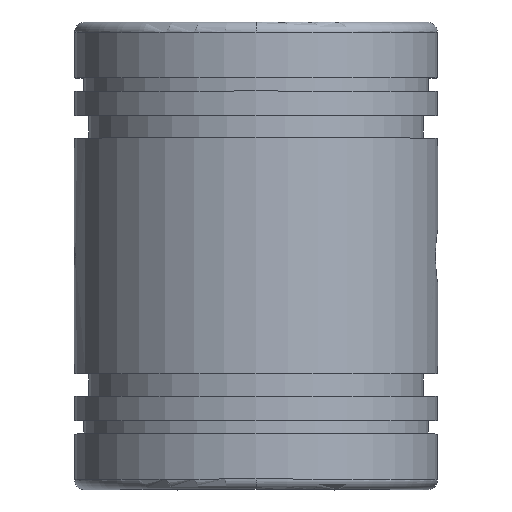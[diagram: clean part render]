
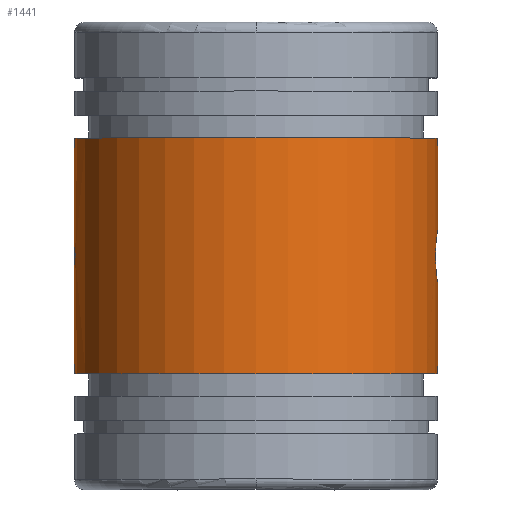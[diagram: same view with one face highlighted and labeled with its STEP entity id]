
A CAD part, top view. The second image highlights one B-rep face of the part: STEP entity #1441.
In plain terms, the highlighted cylindrical face has radius 30.965 mm (diameter 61.93 mm), a partial arc.
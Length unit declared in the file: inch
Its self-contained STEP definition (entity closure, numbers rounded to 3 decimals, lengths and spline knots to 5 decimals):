
#1252=CARTESIAN_POINT('',(-1.2191,-1.22759,0.));
#1253=VERTEX_POINT('',#1252);
#1254=CARTESIAN_POINT('',(-1.2191,-0.4472,0.));
#1255=VERTEX_POINT('',#1254);
#1256=CARTESIAN_POINT('',(-1.2191,-1.22759,0.));
#1257=DIRECTION('',(0.0,1.0,0.));
#1258=VECTOR('',#1257,0.78039);
#1259=LINE('',#1256,#1258);
#1260=EDGE_CURVE('',#1253,#1255,#1259,.T.);
#1262=CARTESIAN_POINT('',(-1.2191,-0.42538,0.));
#1263=VERTEX_POINT('',#1262);
#1273=CARTESIAN_POINT('',(-1.2191,0.35501,0.));
#1274=VERTEX_POINT('',#1273);
#1275=CARTESIAN_POINT('',(-1.2191,-0.42538,0.));
#1276=DIRECTION('',(0.,1.0,0.));
#1277=VECTOR('',#1276,0.78039);
#1278=LINE('',#1275,#1277);
#1279=EDGE_CURVE('',#1263,#1274,#1278,.T.);
#1308=CARTESIAN_POINT('',(0.,-0.43629,0.0));
#1309=DIRECTION('',(0.0,-1.0,0.0));
#1310=DIRECTION('',(1.0,0.0,0.0));
#1311=AXIS2_PLACEMENT_3D('',#1308,#1309,#1310);
#1312=CYLINDRICAL_SURFACE('',#1311,1.2191);
#1313=CARTESIAN_POINT('',(1.2191,0.35501,0.));
#1314=VERTEX_POINT('',#1313);
#1315=CARTESIAN_POINT('',(1.2191,-0.26127,0.));
#1316=VERTEX_POINT('',#1315);
#1317=CARTESIAN_POINT('',(1.2191,0.35501,0.));
#1318=DIRECTION('',(0.0,-1.0,0.0));
#1319=VECTOR('',#1318,0.61628);
#1320=LINE('',#1317,#1319);
#1321=EDGE_CURVE('',#1314,#1316,#1320,.T.);
#1322=ORIENTED_EDGE('',*,*,#1321,.F.);
#1323=CARTESIAN_POINT('',(0.,0.35501,0.0));
#1324=DIRECTION('',(0.0,-1.0,0.0));
#1325=DIRECTION('',(1.0,0.0,0.0));
#1326=AXIS2_PLACEMENT_3D('',#1323,#1324,#1325);
#1327=CIRCLE('',#1326,1.2191);
#1328=EDGE_CURVE('',#1314,#1274,#1327,.T.);
#1329=ORIENTED_EDGE('',*,*,#1328,.T.);
#1330=ORIENTED_EDGE('',*,*,#1279,.F.);
#1331=CARTESIAN_POINT('',(-1.21767,-0.37629,0.059));
#1332=VERTEX_POINT('',#1331);
#1333=CARTESIAN_POINT('',(-1.2191,-0.42538,0.));
#1334=CARTESIAN_POINT('',(-1.2191,-0.42129,0.00076));
#1335=CARTESIAN_POINT('',(-1.2191,-0.41722,0.00195));
#1336=CARTESIAN_POINT('',(-1.21909,-0.40594,0.00663));
#1337=CARTESIAN_POINT('',(-1.21906,-0.39919,0.01125));
#1338=CARTESIAN_POINT('',(-1.21891,-0.38853,0.0219));
#1339=CARTESIAN_POINT('',(-1.21879,-0.38391,0.02865));
#1340=CARTESIAN_POINT('',(-1.21835,-0.37779,0.04344));
#1341=CARTESIAN_POINT('',(-1.21804,-0.37629,0.05147));
#1342=CARTESIAN_POINT('',(-1.21767,-0.37629,0.059));
#1343=B_SPLINE_CURVE_WITH_KNOTS('',3,(#1333,#1334,#1335,#1336,#1337,#1338,#1339,#1340,#1341,#1342),.UNSPECIFIED.,.F.,.U.,(4,2,2,2,4),(0.48676,0.51701,0.57442,0.63186,0.68929),.UNSPECIFIED.);
#1344=EDGE_CURVE('',#1263,#1332,#1343,.T.);
#1345=ORIENTED_EDGE('',*,*,#1344,.T.);
#1346=CARTESIAN_POINT('',(-1.21328,-0.43629,0.119));
#1347=VERTEX_POINT('',#1346);
#1348=CARTESIAN_POINT('',(-1.21767,-0.37629,0.059));
#1349=CARTESIAN_POINT('',(-1.21731,-0.37629,0.06654));
#1350=CARTESIAN_POINT('',(-1.21684,-0.3778,0.07458));
#1351=CARTESIAN_POINT('',(-1.21584,-0.38393,0.08937));
#1352=CARTESIAN_POINT('',(-1.21532,-0.38855,0.09612));
#1353=CARTESIAN_POINT('',(-1.21443,-0.3992,0.10676));
#1354=CARTESIAN_POINT('',(-1.21401,-0.40594,0.11137));
#1355=CARTESIAN_POINT('',(-1.21343,-0.42072,0.11749));
#1356=CARTESIAN_POINT('',(-1.21328,-0.42875,0.119));
#1357=CARTESIAN_POINT('',(-1.21328,-0.43629,0.119));
#1358=B_SPLINE_CURVE_WITH_KNOTS('',3,(#1348,#1349,#1350,#1351,#1352,#1353,#1354,#1355,#1356,#1357),.UNSPECIFIED.,.F.,.U.,(4,2,2,2,4),(0.68929,0.74683,0.80437,0.86179,0.91921),.UNSPECIFIED.);
#1359=EDGE_CURVE('',#1332,#1347,#1358,.T.);
#1360=ORIENTED_EDGE('',*,*,#1359,.T.);
#1361=CARTESIAN_POINT('',(-1.21767,-0.49629,0.059));
#1362=VERTEX_POINT('',#1361);
#1363=CARTESIAN_POINT('',(-1.21328,-0.43629,0.119));
#1364=CARTESIAN_POINT('',(-1.21328,-0.44382,0.119));
#1365=CARTESIAN_POINT('',(-1.21343,-0.45186,0.11749));
#1366=CARTESIAN_POINT('',(-1.21401,-0.46663,0.11137));
#1367=CARTESIAN_POINT('',(-1.21443,-0.47337,0.10676));
#1368=CARTESIAN_POINT('',(-1.21532,-0.48403,0.09612));
#1369=CARTESIAN_POINT('',(-1.21584,-0.48865,0.08937));
#1370=CARTESIAN_POINT('',(-1.21684,-0.49478,0.07458));
#1371=CARTESIAN_POINT('',(-1.21731,-0.49629,0.06654));
#1372=CARTESIAN_POINT('',(-1.21767,-0.49629,0.059));
#1373=B_SPLINE_CURVE_WITH_KNOTS('',3,(#1363,#1364,#1365,#1366,#1367,#1368,#1369,#1370,#1371,#1372),.UNSPECIFIED.,.F.,.U.,(4,2,2,2,4),(0.0,0.05742,0.11484,0.17238,0.22992),.UNSPECIFIED.);
#1374=EDGE_CURVE('',#1347,#1362,#1373,.T.);
#1375=ORIENTED_EDGE('',*,*,#1374,.T.);
#1376=CARTESIAN_POINT('',(-1.21767,-0.49629,0.059));
#1377=CARTESIAN_POINT('',(-1.21804,-0.49629,0.05147));
#1378=CARTESIAN_POINT('',(-1.21835,-0.49478,0.04344));
#1379=CARTESIAN_POINT('',(-1.21879,-0.48866,0.02865));
#1380=CARTESIAN_POINT('',(-1.21891,-0.48404,0.0219));
#1381=CARTESIAN_POINT('',(-1.21906,-0.47339,0.01125));
#1382=CARTESIAN_POINT('',(-1.21909,-0.46664,0.00663));
#1383=CARTESIAN_POINT('',(-1.2191,-0.45535,0.00195));
#1384=CARTESIAN_POINT('',(-1.2191,-0.45128,0.00076));
#1385=CARTESIAN_POINT('',(-1.2191,-0.4472,0.));
#1386=B_SPLINE_CURVE_WITH_KNOTS('',3,(#1376,#1377,#1378,#1379,#1380,#1381,#1382,#1383,#1384,#1385),.UNSPECIFIED.,.F.,.U.,(4,2,2,2,4),(0.22992,0.28736,0.34479,0.4022,0.43245),.UNSPECIFIED.);
#1387=EDGE_CURVE('',#1362,#1255,#1386,.T.);
#1388=ORIENTED_EDGE('',*,*,#1387,.T.);
#1389=ORIENTED_EDGE('',*,*,#1260,.F.);
#1390=CARTESIAN_POINT('',(1.2191,-1.22759,0.));
#1391=VERTEX_POINT('',#1390);
#1392=CARTESIAN_POINT('',(0.,-1.22759,0.0));
#1393=DIRECTION('',(0.0,-1.0,0.0));
#1394=DIRECTION('',(1.0,0.0,0.0));
#1395=AXIS2_PLACEMENT_3D('',#1392,#1393,#1394);
#1396=CIRCLE('',#1395,1.2191);
#1397=EDGE_CURVE('',#1391,#1253,#1396,.T.);
#1398=ORIENTED_EDGE('',*,*,#1397,.F.);
#1399=CARTESIAN_POINT('',(1.2191,-0.61131,0.));
#1400=VERTEX_POINT('',#1399);
#1401=CARTESIAN_POINT('',(1.2191,-0.61131,0.));
#1402=DIRECTION('',(0.0,-1.0,0.0));
#1403=VECTOR('',#1402,0.61628);
#1404=LINE('',#1401,#1403);
#1405=EDGE_CURVE('',#1400,#1391,#1404,.T.);
#1406=ORIENTED_EDGE('',*,*,#1405,.F.);
#1407=CARTESIAN_POINT('',(1.20498,-0.43629,0.18498));
#1408=VERTEX_POINT('',#1407);
#1409=CARTESIAN_POINT('',(1.2191,-0.61131,0.));
#1410=CARTESIAN_POINT('',(1.2191,-0.61131,0.02421));
#1411=CARTESIAN_POINT('',(1.21837,-0.60695,0.04846));
#1412=CARTESIAN_POINT('',(1.21591,-0.59031,0.08996));
#1413=CARTESIAN_POINT('',(1.21444,-0.57997,0.10768));
#1414=CARTESIAN_POINT('',(1.21048,-0.54704,0.14663));
#1415=CARTESIAN_POINT('',(1.20807,-0.52146,0.16394));
#1416=CARTESIAN_POINT('',(1.206,-0.48477,0.17828));
#1417=CARTESIAN_POINT('',(1.20557,-0.47307,0.18116));
#1418=CARTESIAN_POINT('',(1.20507,-0.45342,0.1844));
#1419=CARTESIAN_POINT('',(1.20498,-0.44495,0.18498));
#1420=CARTESIAN_POINT('',(1.20498,-0.43629,0.18498));
#1421=B_SPLINE_CURVE_WITH_KNOTS('',3,(#1409,#1410,#1411,#1412,#1413,#1414,#1415,#1416,#1417,#1418,#1419,#1420),.UNSPECIFIED.,.F.,.U.,(4,2,2,2,2,4),(2.0738,2.24661,2.37622,2.57064,2.66785,2.76506),.UNSPECIFIED.);
#1422=EDGE_CURVE('',#1408,#1400,#1421,.F.);
#1423=ORIENTED_EDGE('',*,*,#1422,.F.);
#1424=CARTESIAN_POINT('',(1.20498,-0.43629,0.18498));
#1425=CARTESIAN_POINT('',(1.20498,-0.42859,0.18498));
#1426=CARTESIAN_POINT('',(1.20506,-0.42104,0.1845));
#1427=CARTESIAN_POINT('',(1.20543,-0.40408,0.18205));
#1428=CARTESIAN_POINT('',(1.20575,-0.39429,0.17997));
#1429=CARTESIAN_POINT('',(1.2073,-0.36237,0.16933));
#1430=CARTESIAN_POINT('',(1.20916,-0.33932,0.15647));
#1431=CARTESIAN_POINT('',(1.21337,-0.30017,0.11954));
#1432=CARTESIAN_POINT('',(1.21556,-0.28464,0.09588));
#1433=CARTESIAN_POINT('',(1.21837,-0.26563,0.04846));
#1434=CARTESIAN_POINT('',(1.2191,-0.26127,0.02421));
#1435=CARTESIAN_POINT('',(1.2191,-0.26127,0.));
#1436=B_SPLINE_CURVE_WITH_KNOTS('',3,(#1424,#1425,#1426,#1427,#1428,#1429,#1430,#1431,#1432,#1433,#1434,#1435),.UNSPECIFIED.,.F.,.U.,(4,2,2,2,2,4),(0.0,0.08641,0.17282,0.34563,0.51845,0.69127),.UNSPECIFIED.);
#1437=EDGE_CURVE('',#1316,#1408,#1436,.F.);
#1438=ORIENTED_EDGE('',*,*,#1437,.F.);
#1439=EDGE_LOOP('',(#1322,#1329,#1330,#1345,#1360,#1375,#1388,#1389,#1398,#1406,#1423,#1438));
#1440=FACE_OUTER_BOUND('',#1439,.T.);
#1441=ADVANCED_FACE('',(#1440),#1312,.T.);
